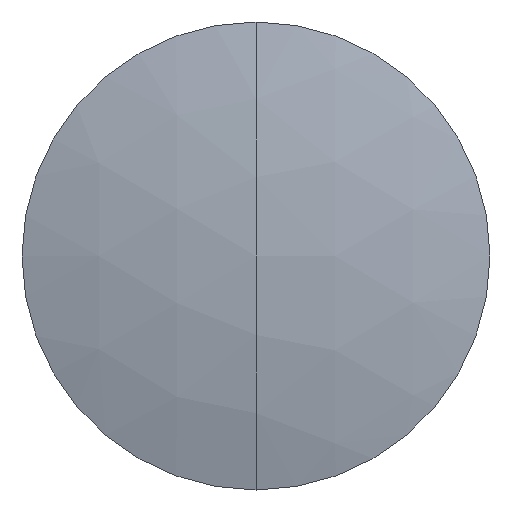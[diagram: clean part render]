
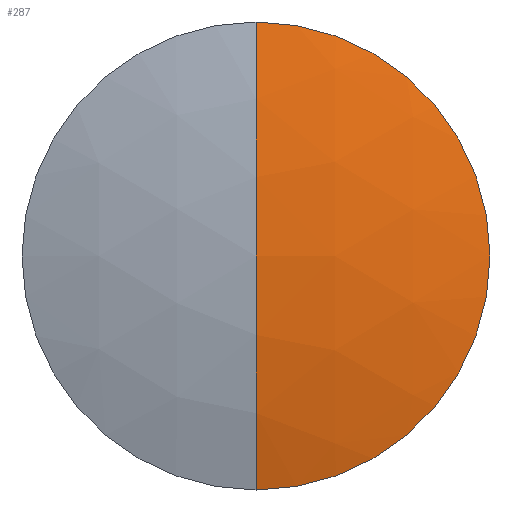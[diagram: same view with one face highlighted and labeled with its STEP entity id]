
A CAD part, left-side view. The second image highlights one B-rep face of the part: STEP entity #287.
In plain terms, the highlighted spherical face has radius 23.23 mm.
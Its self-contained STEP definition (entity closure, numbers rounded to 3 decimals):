
#5 = CARTESIAN_POINT ( 'NONE',  ( 37.207, 0., 0. ) ) ;
#16 = AXIS2_PLACEMENT_3D ( 'NONE', #203, #195, #282 ) ;
#22 = DIRECTION ( 'NONE',  ( 0., 0., -1. ) ) ;
#27 = CIRCLE ( 'NONE', #128, 23.23 ) ;
#28 = CARTESIAN_POINT ( 'NONE',  ( 59.552, 0., 0. ) ) ;
#29 = DIRECTION ( 'NONE',  ( 0., 0., 1. ) ) ;
#33 = ORIENTED_EDGE ( 'NONE', *, *, #328, .T. ) ;
#62 = CIRCLE ( 'NONE', #73, 6.35 ) ;
#73 = AXIS2_PLACEMENT_3D ( 'NONE', #5, #326, #29 ) ;
#109 = AXIS2_PLACEMENT_3D ( 'NONE', #331, #179, #22 ) ;
#111 = DIRECTION ( 'NONE',  ( 0., 0., 1. ) ) ;
#117 = VERTEX_POINT ( 'NONE', #334 ) ;
#128 = AXIS2_PLACEMENT_3D ( 'NONE', #28, #163, #111 ) ;
#138 = VERTEX_POINT ( 'NONE', #227 ) ;
#139 = CARTESIAN_POINT ( 'NONE',  ( 37.207, 0., 6.35 ) ) ;
#163 = DIRECTION ( 'NONE',  ( 0., 1., 0. ) ) ;
#179 = DIRECTION ( 'NONE',  ( 0., -1., 0. ) ) ;
#184 = ORIENTED_EDGE ( 'NONE', *, *, #294, .F. ) ;
#195 = DIRECTION ( 'NONE',  ( 0., -1., 0. ) ) ;
#203 = CARTESIAN_POINT ( 'NONE',  ( 59.552, 0., 0. ) ) ;
#206 = VERTEX_POINT ( 'NONE', #139 ) ;
#227 = CARTESIAN_POINT ( 'NONE',  ( 36.322, 0., 0. ) ) ;
#231 = SPHERICAL_SURFACE ( 'NONE', #16, 23.23 ) ;
#245 = ORIENTED_EDGE ( 'NONE', *, *, #327, .T. ) ;
#255 = EDGE_LOOP ( 'NONE', ( #245, #33, #184 ) ) ;
#281 = FACE_OUTER_BOUND ( 'NONE', #255, .T. ) ;
#282 = DIRECTION ( 'NONE',  ( 0., 0., -1. ) ) ;
#287 = ADVANCED_FACE ( 'NONE', ( #281 ), #231, .T. ) ;
#294 = EDGE_CURVE ( 'NONE', #117, #138, #27, .T. ) ;
#308 = CIRCLE ( 'NONE', #109, 23.23 ) ;
#326 = DIRECTION ( 'NONE',  ( -1., 0., 0. ) ) ;
#327 = EDGE_CURVE ( 'NONE', #117, #206, #62, .T. ) ;
#328 = EDGE_CURVE ( 'NONE', #206, #138, #308, .T. ) ;
#331 = CARTESIAN_POINT ( 'NONE',  ( 59.552, 0., 0. ) ) ;
#334 = CARTESIAN_POINT ( 'NONE',  ( 37.207, 0., -6.35 ) ) ;
